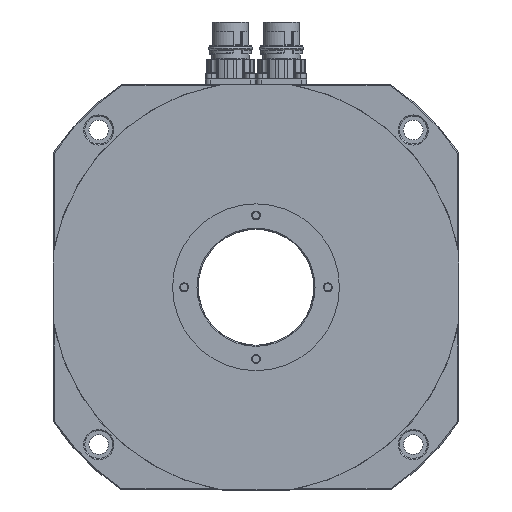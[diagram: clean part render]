
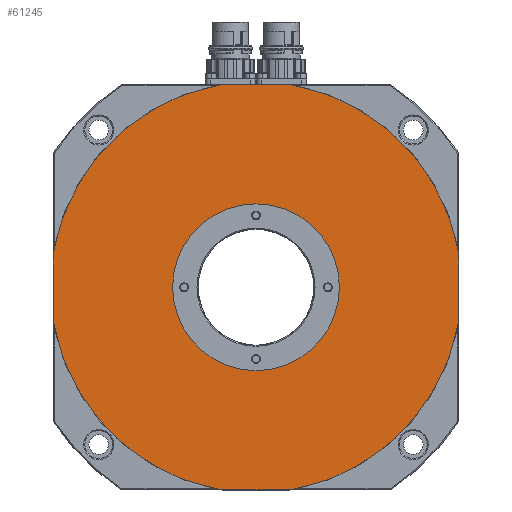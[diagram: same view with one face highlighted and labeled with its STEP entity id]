
A CAD part, left-side view. The second image highlights one B-rep face of the part: STEP entity #61245.
In plain terms, the highlighted planar face has unit normal (-1, 0, 0).
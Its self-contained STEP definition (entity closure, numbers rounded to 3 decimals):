
#343 = CIRCLE ( 'NONE', #44408, 88.75 ) ;
#1315 = LINE ( 'NONE', #72246, #102914 ) ;
#2594 = VERTEX_POINT ( 'NONE', #68723 ) ;
#3444 = CARTESIAN_POINT ( 'NONE',  ( -56.5, 0., 0. ) ) ;
#4218 = LINE ( 'NONE', #107962, #64401 ) ;
#8828 = DIRECTION ( 'NONE',  ( 0., -1., 0. ) ) ;
#8943 = DIRECTION ( 'NONE',  ( 0., 0., -1. ) ) ;
#15027 = AXIS2_PLACEMENT_3D ( 'NONE', #103000, #84988, #74594 ) ;
#15738 = VERTEX_POINT ( 'NONE', #60337 ) ;
#15822 = CARTESIAN_POINT ( 'NONE',  ( -56.5, -87.5, 14.843 ) ) ;
#15832 = CARTESIAN_POINT ( 'NONE',  ( -56.5, 0., 0. ) ) ;
#17015 = DIRECTION ( 'NONE',  ( -1., 0., 0. ) ) ;
#17767 = CARTESIAN_POINT ( 'NONE',  ( -56.5, 0., 0. ) ) ;
#22971 = EDGE_CURVE ( 'NONE', #98349, #74289, #58552, .T. ) ;
#27801 = AXIS2_PLACEMENT_3D ( 'NONE', #3444, #103521, #76661 ) ;
#28519 = ORIENTED_EDGE ( 'NONE', *, *, #76123, .T. ) ;
#30340 = EDGE_CURVE ( 'NONE', #15738, #77631, #48950, .T. ) ;
#31098 = CARTESIAN_POINT ( 'NONE',  ( -56.5, -87.5, -14.843 ) ) ;
#34907 = EDGE_CURVE ( 'NONE', #66851, #107426, #343, .T. ) ;
#38380 = ORIENTED_EDGE ( 'NONE', *, *, #22971, .F. ) ;
#38461 = ORIENTED_EDGE ( 'NONE', *, *, #55471, .F. ) ;
#38996 = ORIENTED_EDGE ( 'NONE', *, *, #76974, .T. ) ;
#43901 = EDGE_CURVE ( 'NONE', #107426, #89584, #4218, .T. ) ;
#44408 = AXIS2_PLACEMENT_3D ( 'NONE', #111709, #74829, #92923 ) ;
#47281 = EDGE_LOOP ( 'NONE', ( #94152, #28519, #57173, #94316, #38996, #110130, #94556, #102102 ) ) ;
#48950 = CIRCLE ( 'NONE', #108520, 88.75 ) ;
#50416 = CIRCLE ( 'NONE', #51881, 36. ) ;
#51242 = CIRCLE ( 'NONE', #116512, 88.75 ) ;
#51881 = AXIS2_PLACEMENT_3D ( 'NONE', #17767, #82209, #100666 ) ;
#54216 = FACE_OUTER_BOUND ( 'NONE', #47281, .T. ) ;
#55471 = EDGE_CURVE ( 'NONE', #74289, #98349, #50416, .T. ) ;
#55638 = EDGE_CURVE ( 'NONE', #2594, #111564, #60272, .T. ) ;
#56848 = EDGE_CURVE ( 'NONE', #70904, #15738, #1315, .T. ) ;
#57173 = ORIENTED_EDGE ( 'NONE', *, *, #56848, .T. ) ;
#58552 = CIRCLE ( 'NONE', #27801, 36. ) ;
#60236 = DIRECTION ( 'NONE',  ( -1., 0., 0. ) ) ;
#60272 = CIRCLE ( 'NONE', #15027, 88.75 ) ;
#60337 = CARTESIAN_POINT ( 'NONE',  ( -56.5, 87.5, -14.843 ) ) ;
#61245 = ADVANCED_FACE ( 'NONE', ( #54216, #91513 ), #104327, .T. ) ;
#64401 = VECTOR ( 'NONE', #118011, 1000. ) ;
#66851 = VERTEX_POINT ( 'NONE', #15822 ) ;
#66917 = CARTESIAN_POINT ( 'NONE',  ( -56.5, 14.843, 87.5 ) ) ;
#66962 = EDGE_CURVE ( 'NONE', #111564, #66851, #97559, .T. ) ;
#68005 = CARTESIAN_POINT ( 'NONE',  ( -56.5, -14.843, 87.5 ) ) ;
#68723 = CARTESIAN_POINT ( 'NONE',  ( -56.5, -14.843, -87.5 ) ) ;
#68845 = CARTESIAN_POINT ( 'NONE',  ( -56.5, 87.5, 14.843 ) ) ;
#69025 = DIRECTION ( 'NONE',  ( 0., 0., 1. ) ) ;
#70904 = VERTEX_POINT ( 'NONE', #68845 ) ;
#72246 = CARTESIAN_POINT ( 'NONE',  ( -56.5, 87.5, 87.5 ) ) ;
#74289 = VERTEX_POINT ( 'NONE', #93532 ) ;
#74594 = DIRECTION ( 'NONE',  ( 0., 0., 1. ) ) ;
#74829 = DIRECTION ( 'NONE',  ( -1., 0., 0. ) ) ;
#76123 = EDGE_CURVE ( 'NONE', #89584, #70904, #51242, .T. ) ;
#76661 = DIRECTION ( 'NONE',  ( 0., 0., 1. ) ) ;
#76974 = EDGE_CURVE ( 'NONE', #77631, #2594, #111396, .T. ) ;
#77631 = VERTEX_POINT ( 'NONE', #89904 ) ;
#79439 = DIRECTION ( 'NONE',  ( 0., 0., 1. ) ) ;
#81025 = DIRECTION ( 'NONE',  ( 0., 0., 1. ) ) ;
#82209 = DIRECTION ( 'NONE',  ( -1., 0., 0. ) ) ;
#83286 = CARTESIAN_POINT ( 'NONE',  ( -56.5, 87.5, -87.5 ) ) ;
#83722 = EDGE_LOOP ( 'NONE', ( #38380, #38461 ) ) ;
#84988 = DIRECTION ( 'NONE',  ( -1., 0., 0. ) ) ;
#87874 = AXIS2_PLACEMENT_3D ( 'NONE', #114357, #60236, #69025 ) ;
#89584 = VERTEX_POINT ( 'NONE', #66917 ) ;
#89904 = CARTESIAN_POINT ( 'NONE',  ( -56.5, 14.843, -87.5 ) ) ;
#91513 = FACE_BOUND ( 'NONE', #83722, .T. ) ;
#92923 = DIRECTION ( 'NONE',  ( 0., 0., 1. ) ) ;
#93532 = CARTESIAN_POINT ( 'NONE',  ( -56.5, 0., 36. ) ) ;
#94152 = ORIENTED_EDGE ( 'NONE', *, *, #43901, .T. ) ;
#94316 = ORIENTED_EDGE ( 'NONE', *, *, #30340, .T. ) ;
#94556 = ORIENTED_EDGE ( 'NONE', *, *, #66962, .T. ) ;
#97027 = VECTOR ( 'NONE', #8828, 1000. ) ;
#97559 = LINE ( 'NONE', #99133, #100439 ) ;
#98349 = VERTEX_POINT ( 'NONE', #116092 ) ;
#98437 = CARTESIAN_POINT ( 'NONE',  ( -56.5, 0., 0. ) ) ;
#99133 = CARTESIAN_POINT ( 'NONE',  ( -56.5, -87.5, 87.5 ) ) ;
#100439 = VECTOR ( 'NONE', #81025, 1000. ) ;
#100666 = DIRECTION ( 'NONE',  ( 0., 0., 1. ) ) ;
#102102 = ORIENTED_EDGE ( 'NONE', *, *, #34907, .T. ) ;
#102914 = VECTOR ( 'NONE', #8943, 1000. ) ;
#103000 = CARTESIAN_POINT ( 'NONE',  ( -56.5, 0., 0. ) ) ;
#103521 = DIRECTION ( 'NONE',  ( -1., 0., 0. ) ) ;
#104327 = PLANE ( 'NONE',  #87874 ) ;
#107426 = VERTEX_POINT ( 'NONE', #68005 ) ;
#107962 = CARTESIAN_POINT ( 'NONE',  ( -56.5, 87.5, 87.5 ) ) ;
#108520 = AXIS2_PLACEMENT_3D ( 'NONE', #98437, #116885, #117311 ) ;
#110130 = ORIENTED_EDGE ( 'NONE', *, *, #55638, .T. ) ;
#111396 = LINE ( 'NONE', #83286, #97027 ) ;
#111564 = VERTEX_POINT ( 'NONE', #31098 ) ;
#111709 = CARTESIAN_POINT ( 'NONE',  ( -56.5, 0., 0. ) ) ;
#114357 = CARTESIAN_POINT ( 'NONE',  ( -56.5, 0., 0. ) ) ;
#116092 = CARTESIAN_POINT ( 'NONE',  ( -56.5, 0., -36. ) ) ;
#116512 = AXIS2_PLACEMENT_3D ( 'NONE', #15832, #17015, #79439 ) ;
#116885 = DIRECTION ( 'NONE',  ( -1., 0., 0. ) ) ;
#117311 = DIRECTION ( 'NONE',  ( 0., 0., 1. ) ) ;
#118011 = DIRECTION ( 'NONE',  ( 0., 1., 0. ) ) ;
